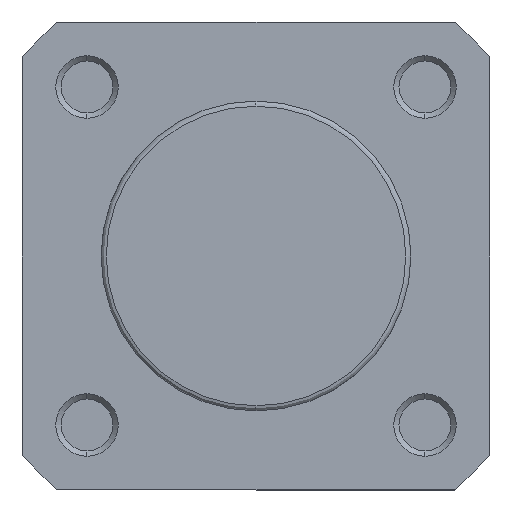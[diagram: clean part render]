
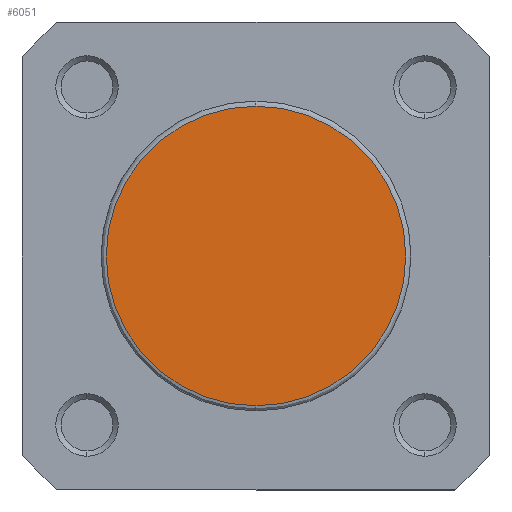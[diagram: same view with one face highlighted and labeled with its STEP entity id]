
A CAD part, left-side view. The second image highlights one B-rep face of the part: STEP entity #6051.
In plain terms, the highlighted planar face has unit normal (-1, 0, 0).
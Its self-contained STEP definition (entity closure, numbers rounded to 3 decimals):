
#143 = EDGE_CURVE ( 'NONE', #2589, #2590, #1844, .T. ) ;
#157 = EDGE_CURVE ( 'NONE', #2590, #2589, #3717, .T. ) ;
#693 = EDGE_LOOP ( 'NONE', ( #1216, #1217 ) ) ;
#1216 = ORIENTED_EDGE ( 'NONE', *, *, #157, .T. ) ;
#1217 = ORIENTED_EDGE ( 'NONE', *, *, #143, .T. ) ;
#1844 = CIRCLE ( 'NONE', #2029, 14.4 ) ;
#2029 = AXIS2_PLACEMENT_3D ( 'NONE', #3137, #3138, #3139 ) ;
#2036 = AXIS2_PLACEMENT_3D ( 'NONE', #3172, #3173, #3174 ) ;
#2140 = AXIS2_PLACEMENT_3D ( 'NONE', #5214, #5216, #5217 ) ;
#2589 = VERTEX_POINT ( 'NONE', #4964 ) ;
#2590 = VERTEX_POINT ( 'NONE', #4965 ) ;
#3137 = CARTESIAN_POINT ( 'NONE',  ( 0., 0., 0. ) ) ;
#3138 = DIRECTION ( 'NONE',  ( -1., 0., 0. ) ) ;
#3139 = DIRECTION ( 'NONE',  ( 0., 0., 1. ) ) ;
#3172 = CARTESIAN_POINT ( 'NONE',  ( 0., 0., 0. ) ) ;
#3173 = DIRECTION ( 'NONE',  ( -1., 0., 0. ) ) ;
#3174 = DIRECTION ( 'NONE',  ( 0., 0., 1. ) ) ;
#3717 = CIRCLE ( 'NONE', #2036, 14.4 ) ;
#4309 = FACE_OUTER_BOUND ( 'NONE', #693, .T. ) ;
#4964 = CARTESIAN_POINT ( 'NONE',  ( 0., 0., -14.4 ) ) ;
#4965 = CARTESIAN_POINT ( 'NONE',  ( 0., 0., 14.4 ) ) ;
#5214 = CARTESIAN_POINT ( 'NONE',  ( 0., -14.9, 0. ) ) ;
#5215 = PLANE ( 'NONE',  #2140 ) ;
#5216 = DIRECTION ( 'NONE',  ( -1., 0., 0. ) ) ;
#5217 = DIRECTION ( 'NONE',  ( 0., 0., 1. ) ) ;
#6051 = ADVANCED_FACE ( 'NONE', ( #4309 ), #5215, .T. ) ;
